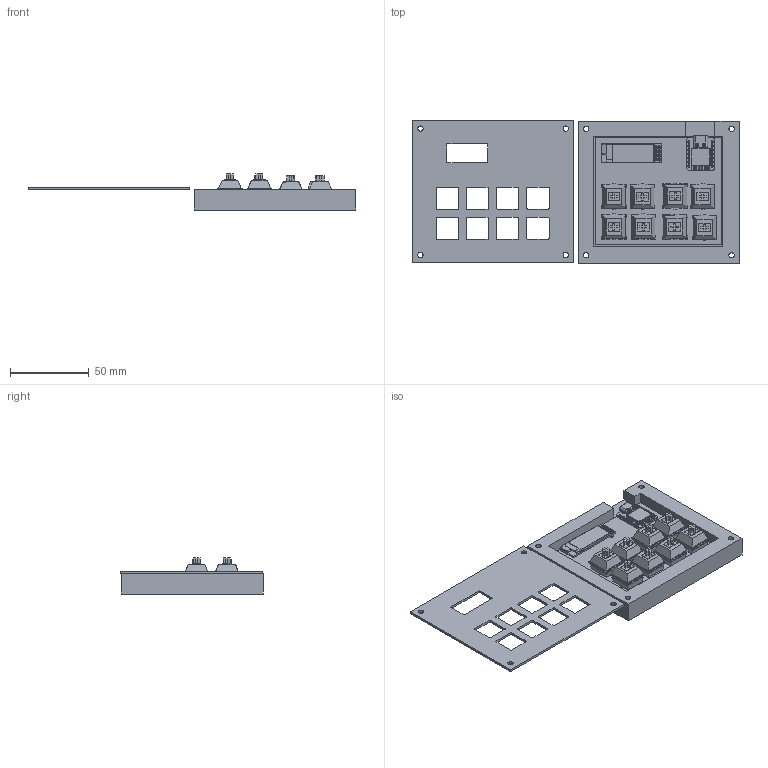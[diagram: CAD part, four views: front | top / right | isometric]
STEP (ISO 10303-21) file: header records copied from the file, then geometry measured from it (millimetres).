
FILE_DESCRIPTION(/* description */ ('','CAx-IF Rec.Pracs.---Representation and Presentation of Product Manufacturing Information (PMI)---4.0---2014-10-13'),/* implementation_level */ '2;1');
FILE_NAME(/* name */ 'Lolipop''s Hackpad all parts.step',/* time_stamp */ '2025-02-16T12:54:29+01:00',/* author */ (''),/* organization */ (''),/* preprocessor_version */ 'ST-DEVELOPER v20',/* originating_system */ 'Autodesk Translation Framework v13.20.0.188',/* authorisation */ '');
FILE_SCHEMA (('AP242_MANAGED_MODEL_BASED_3D_ENGINEERING_MIM_LF { 1 0 10303 442 1 1 4 }'));
Products named in the file (13): Lolipop's Hackpad with all parts; Lolipop's hackpad; Lolipop's hackpad_1; BoardPCB 1; BoardPCB_PCB; 102010428; OLED_0.91_128x32_1; OLED_0.91_128x32; Pin Header 4 x 1 TH 2.54mm Pitch; 2SD0601A; RESC-0603; lolipop's  hackpad; C54560B1-2C61-4504-8A4C-28D03C6B2F95
Assembly tree (28 placements, depth 3):
  Lolipop's Hackpad with all parts
    BoardPCB 1
      BoardPCB_PCB
    102010428
    OLED_0.91_128x32_1
      OLED_0.91_128x32
      Pin Header 4 x 1 TH 2.54mm Pitch
      RESC-0603  x13
      2SD0601A
    C54560B1-2C61-4504-8A4C-28D03C6B2F95  x8
  Lolipop's hackpad
  Lolipop's hackpad_1
  lolipop's  hackpad
Bounding box: 207.01 x 90.16 x 22.82 mm (x, y, z)
Volume: 96986.2 mm3; surface area: 67115.6 mm2
Topology: 131 solids, 131 shells, 3528 faces, 9097 edges, 5958 vertices
Faces by surface type: plane 2536, cylinder 556, bspline 350, cone 84, torus 2
Full cylindrical faces by diameter (mm): 0.8 x14, 0.889 x14, 1 x8, 1.4 x2, 1.5 x16, 1.6 x16, 1.7 x16, 2 x9, 3.4 x8, 3.85 x8, 4 x8, 6 x4
Entity records: 74334 total; most frequent: CARTESIAN_POINT 18537, ORIENTED_EDGE 11926, DIRECTION 10099, EDGE_CURVE 5963, LINE 4391, VECTOR 4391, VERTEX_POINT 3894, AXIS2_PLACEMENT_3D 2854
